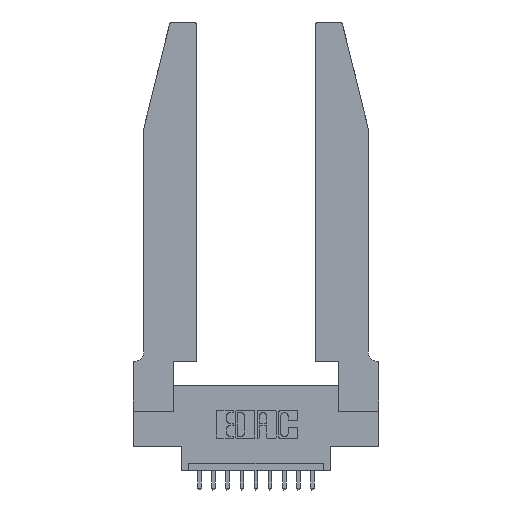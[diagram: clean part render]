
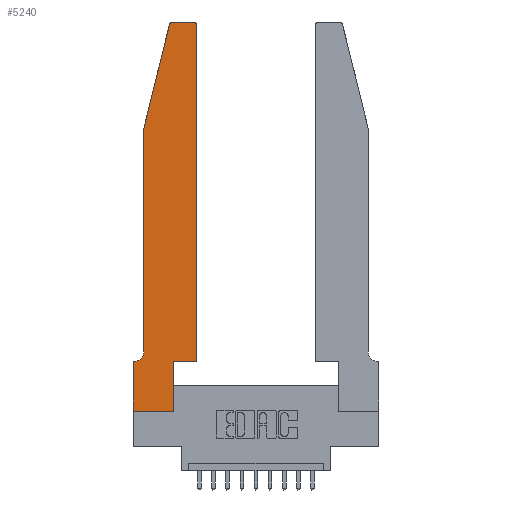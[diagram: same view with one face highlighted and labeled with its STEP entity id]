
A CAD part, top view. The second image highlights one B-rep face of the part: STEP entity #5240.
In plain terms, the highlighted planar face has unit normal (0, 0, 1).
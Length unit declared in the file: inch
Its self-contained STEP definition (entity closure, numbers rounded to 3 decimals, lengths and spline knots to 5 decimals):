
#70 = CARTESIAN_POINT ( 'NONE',  ( 0.0755, 2., 0.37 ) ) ;
#109 = CARTESIAN_POINT ( 'NONE',  ( 0.4505, 0.35, 0.37 ) ) ;
#323 = CARTESIAN_POINT ( 'NONE',  ( 0., 0., 0.37 ) ) ;
#545 = VECTOR ( 'NONE', #2997, 39.37008 ) ;
#569 = CIRCLE ( 'NONE', #986, 0.03 ) ;
#588 = DIRECTION ( 'NONE',  ( 0., 0., 1. ) ) ;
#723 = AXIS2_PLACEMENT_3D ( 'NONE', #13545, #9807, #4697 ) ;
#933 = AXIS2_PLACEMENT_3D ( 'NONE', #16096, #3724, #13696 ) ;
#939 = DIRECTION ( 'NONE',  ( -1., 0., 0. ) ) ;
#986 = AXIS2_PLACEMENT_3D ( 'NONE', #8039, #588, #4431 ) ;
#1136 = LINE ( 'NONE', #5666, #2690 ) ;
#1169 = CARTESIAN_POINT ( 'NONE',  ( 0.284, 2.75, 0.37 ) ) ;
#1241 = CARTESIAN_POINT ( 'NONE',  ( 0.0755, 2., 0.37 ) ) ;
#1278 = LINE ( 'NONE', #4753, #13123 ) ;
#1403 = LINE ( 'NONE', #4654, #9741 ) ;
#1436 = LINE ( 'NONE', #8557, #15949 ) ;
#1605 = EDGE_CURVE ( 'NONE', #8295, #12277, #1278, .T. ) ;
#1883 = CARTESIAN_POINT ( 'NONE',  ( 0.2605, 2.75, 0.37 ) ) ;
#2186 = ORIENTED_EDGE ( 'NONE', *, *, #8360, .T. ) ;
#2229 = DIRECTION ( 'NONE',  ( -1., 0., 0. ) ) ;
#2457 = CARTESIAN_POINT ( 'NONE',  ( 0.0755, 0.42, 0.37 ) ) ;
#2690 = VECTOR ( 'NONE', #14422, 39.37008 ) ;
#2935 = ORIENTED_EDGE ( 'NONE', *, *, #6521, .T. ) ;
#2997 = DIRECTION ( 'NONE',  ( 1., 0., 0. ) ) ;
#3024 = EDGE_CURVE ( 'NONE', #7906, #9257, #9676, .T. ) ;
#3332 = ORIENTED_EDGE ( 'NONE', *, *, #9456, .T. ) ;
#3508 = PLANE ( 'NONE',  #723 ) ;
#3541 = CARTESIAN_POINT ( 'NONE',  ( 0.0055, 0.42, 0.37 ) ) ;
#3598 = VERTEX_POINT ( 'NONE', #7159 ) ;
#3724 = DIRECTION ( 'NONE',  ( 0., 0., 1. ) ) ;
#3759 = EDGE_CURVE ( 'NONE', #12277, #3598, #1136, .T. ) ;
#3771 = CARTESIAN_POINT ( 'NONE',  ( 0., 0.35, 0.37 ) ) ;
#3943 = CARTESIAN_POINT ( 'NONE',  ( 0.4205, 2.75, 0.37 ) ) ;
#4156 = VERTEX_POINT ( 'NONE', #109 ) ;
#4431 = DIRECTION ( 'NONE',  ( 1., 0., 0. ) ) ;
#4545 = ORIENTED_EDGE ( 'NONE', *, *, #9721, .T. ) ;
#4654 = CARTESIAN_POINT ( 'NONE',  ( 0.0755, 2., 0.37 ) ) ;
#4697 = DIRECTION ( 'NONE',  ( 1., 0., 0. ) ) ;
#4753 = CARTESIAN_POINT ( 'NONE',  ( 0., 0., 0.37 ) ) ;
#4923 = CARTESIAN_POINT ( 'NONE',  ( 0.25487, 2.72718, 0.37 ) ) ;
#4946 = EDGE_CURVE ( 'NONE', #10889, #7906, #9215, .T. ) ;
#5148 = CARTESIAN_POINT ( 'NONE',  ( 0.2865, 0., 0.37 ) ) ;
#5240 = ADVANCED_FACE ( 'NONE', ( #10381 ), #3508, .T. ) ;
#5666 = CARTESIAN_POINT ( 'NONE',  ( 0.2865, 0.35, 0.37 ) ) ;
#5737 = DIRECTION ( 'NONE',  ( 0., -1., 0. ) ) ;
#5776 = VECTOR ( 'NONE', #6726, 39.37008 ) ;
#5943 = ORIENTED_EDGE ( 'NONE', *, *, #3024, .T. ) ;
#6114 = VERTEX_POINT ( 'NONE', #8495 ) ;
#6521 = EDGE_CURVE ( 'NONE', #9257, #13667, #13516, .T. ) ;
#6648 = LINE ( 'NONE', #8485, #11866 ) ;
#6726 = DIRECTION ( 'NONE',  ( -1., 0., 0. ) ) ;
#7159 = CARTESIAN_POINT ( 'NONE',  ( 0.2865, 0.35, 0.37 ) ) ;
#7382 = ORIENTED_EDGE ( 'NONE', *, *, #4946, .T. ) ;
#7413 = DIRECTION ( 'NONE',  ( 0., -1., 0. ) ) ;
#7652 = VECTOR ( 'NONE', #16134, 39.37008 ) ;
#7708 = ORIENTED_EDGE ( 'NONE', *, *, #3759, .T. ) ;
#7906 = VERTEX_POINT ( 'NONE', #1169 ) ;
#8039 = CARTESIAN_POINT ( 'NONE',  ( 0.4205, 2.72, 0.37 ) ) ;
#8295 = VERTEX_POINT ( 'NONE', #323 ) ;
#8360 = EDGE_CURVE ( 'NONE', #16029, #10868, #6648, .T. ) ;
#8485 = CARTESIAN_POINT ( 'NONE',  ( 0.0755, 0.35, 0.37 ) ) ;
#8495 = CARTESIAN_POINT ( 'NONE',  ( 0.4505, 2.72, 0.37 ) ) ;
#8557 = CARTESIAN_POINT ( 'NONE',  ( 0., 0., 0.37 ) ) ;
#8699 = EDGE_LOOP ( 'NONE', ( #7382, #5943, #2935, #14410, #13530, #2186, #4545, #11467, #7708, #3332, #14276, #9932 ) ) ;
#8753 = VERTEX_POINT ( 'NONE', #2457 ) ;
#8776 = EDGE_CURVE ( 'NONE', #6114, #10889, #569, .T. ) ;
#8906 = LINE ( 'NONE', #14374, #545 ) ;
#9215 = LINE ( 'NONE', #1883, #5776 ) ;
#9257 = VERTEX_POINT ( 'NONE', #4923 ) ;
#9456 = EDGE_CURVE ( 'NONE', #3598, #4156, #8906, .T. ) ;
#9579 = EDGE_CURVE ( 'NONE', #13667, #8753, #1403, .T. ) ;
#9618 = DIRECTION ( 'NONE',  ( 0., 0., -1. ) ) ;
#9676 = CIRCLE ( 'NONE', #933, 0.03 ) ;
#9698 = EDGE_CURVE ( 'NONE', #8753, #16029, #12260, .T. ) ;
#9721 = EDGE_CURVE ( 'NONE', #10868, #8295, #1436, .T. ) ;
#9741 = VECTOR ( 'NONE', #5737, 39.37008 ) ;
#9807 = DIRECTION ( 'NONE',  ( 0., 0., 1. ) ) ;
#9932 = ORIENTED_EDGE ( 'NONE', *, *, #8776, .T. ) ;
#10123 = EDGE_CURVE ( 'NONE', #4156, #6114, #10232, .T. ) ;
#10232 = LINE ( 'NONE', #10252, #15518 ) ;
#10252 = CARTESIAN_POINT ( 'NONE',  ( 0.4505, 0.35, 0.37 ) ) ;
#10381 = FACE_OUTER_BOUND ( 'NONE', #8699, .T. ) ;
#10868 = VERTEX_POINT ( 'NONE', #3771 ) ;
#10889 = VERTEX_POINT ( 'NONE', #3943 ) ;
#11467 = ORIENTED_EDGE ( 'NONE', *, *, #1605, .T. ) ;
#11866 = VECTOR ( 'NONE', #939, 39.37008 ) ;
#12260 = CIRCLE ( 'NONE', #15577, 0.07 ) ;
#12277 = VERTEX_POINT ( 'NONE', #5148 ) ;
#12280 = DIRECTION ( 'NONE',  ( 1., 0., 0. ) ) ;
#12818 = DIRECTION ( 'NONE',  ( 0., 1., 0. ) ) ;
#13123 = VECTOR ( 'NONE', #12280, 39.37008 ) ;
#13314 = CARTESIAN_POINT ( 'NONE',  ( 0.0055, 0.35, 0.37 ) ) ;
#13516 = LINE ( 'NONE', #70, #7652 ) ;
#13530 = ORIENTED_EDGE ( 'NONE', *, *, #9698, .T. ) ;
#13545 = CARTESIAN_POINT ( 'NONE',  ( 0., 0.35, 0.37 ) ) ;
#13667 = VERTEX_POINT ( 'NONE', #1241 ) ;
#13696 = DIRECTION ( 'NONE',  ( 1., 0., 0. ) ) ;
#14276 = ORIENTED_EDGE ( 'NONE', *, *, #10123, .T. ) ;
#14374 = CARTESIAN_POINT ( 'NONE',  ( 0.4505, 0.35, 0.37 ) ) ;
#14410 = ORIENTED_EDGE ( 'NONE', *, *, #9579, .T. ) ;
#14422 = DIRECTION ( 'NONE',  ( 0., 1., 0. ) ) ;
#15518 = VECTOR ( 'NONE', #12818, 39.37008 ) ;
#15577 = AXIS2_PLACEMENT_3D ( 'NONE', #3541, #9618, #2229 ) ;
#15949 = VECTOR ( 'NONE', #7413, 39.37008 ) ;
#16029 = VERTEX_POINT ( 'NONE', #13314 ) ;
#16096 = CARTESIAN_POINT ( 'NONE',  ( 0.284, 2.72, 0.37 ) ) ;
#16134 = DIRECTION ( 'NONE',  ( -0.239, -0.971, 0. ) ) ;
